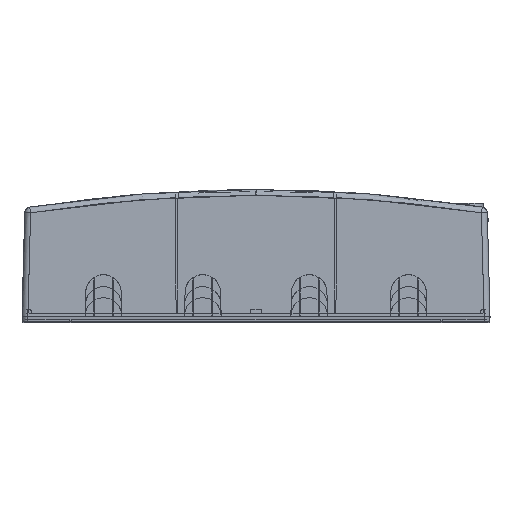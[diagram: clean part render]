
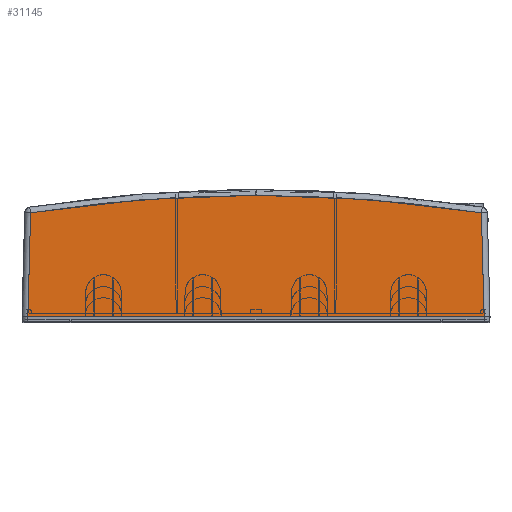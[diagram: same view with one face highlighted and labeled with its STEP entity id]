
A CAD part, top view. The second image highlights one B-rep face of the part: STEP entity #31145.
In plain terms, the highlighted planar face has unit normal (0, 0.026, 1).
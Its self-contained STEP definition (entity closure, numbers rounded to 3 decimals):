
#1846=CARTESIAN_POINT('',(-192.902,0.,262.8));
#1851=DIRECTION('',(1.,0.,0.));
#1852=VECTOR('',#1851,385.803);
#1853=CARTESIAN_POINT('',(-192.902,0.,262.8));
#1854=LINE('',#1853,#1852);
#14484=DIRECTION('',(0.026,-0.999,0.026));
#14485=VECTOR('',#14484,87.453);
#14486=CARTESIAN_POINT('',(190.613,87.393,260.51));
#14487=LINE('',#14486,#14485);
#14491=DIRECTION('',(0.026,0.999,-0.026));
#14492=VECTOR('',#14491,87.453);
#14493=CARTESIAN_POINT('',(-192.902,0.,262.8));
#14494=LINE('',#14493,#14492);
#14498=CARTESIAN_POINT('',(-190.613,87.393,
260.51));
#14499=CARTESIAN_POINT('',(-169.586,90.686,
260.425));
#14500=CARTESIAN_POINT('',(-127.429,96.175,
260.282));
#14501=CARTESIAN_POINT('',(-63.783,101.13,
260.15));
#14502=CARTESIAN_POINT('',(-21.284,102.231,
260.127));
#14503=CARTESIAN_POINT('',(0.,102.231,
260.127));
#14508=CARTESIAN_POINT('',(0.,102.231,
260.127));
#14509=CARTESIAN_POINT('',(21.284,102.231,260.127));
#14510=CARTESIAN_POINT('',(63.783,101.13,260.15));
#14511=CARTESIAN_POINT('',(127.429,96.175,260.282));
#14512=CARTESIAN_POINT('',(169.586,90.686,260.425));
#14513=CARTESIAN_POINT('',(190.613,87.393,260.51));
#15218=VERTEX_POINT('',#1846);
#15219=CARTESIAN_POINT('',(192.902,0.,262.8));
#15220=VERTEX_POINT('',#15219);
#15500=CARTESIAN_POINT('',(-190.613,87.393,
260.512));
#15502=VERTEX_POINT('',#15500);
#17202=CARTESIAN_POINT('',(190.613,87.393,260.512));
#17203=VERTEX_POINT('',#17202);
#17211=CARTESIAN_POINT('',(0.,102.231,
260.128));
#17212=VERTEX_POINT('',#17211);
#31133=CARTESIAN_POINT('',(0.,0.,262.8));
#31134=DIRECTION('',(0.,0.026,1.));
#31135=DIRECTION('',(0.,1.,-0.026));
#31136=AXIS2_PLACEMENT_3D('',#31133,#31134,#31135);
#31137=PLANE('',#31136);
#31138=ORIENTED_EDGE('',*,*,#31012,.T.);
#31139=ORIENTED_EDGE('',*,*,#17331,.F.);
#31140=ORIENTED_EDGE('',*,*,#17667,.T.);
#31141=ORIENTED_EDGE('',*,*,#31117,.T.);
#31142=ORIENTED_EDGE('',*,*,#31100,.T.);
#31143=EDGE_LOOP('',(#31138,#31139,#31140,#31141,#31142));
#31144=FACE_OUTER_BOUND('',#31143,.F.);
#14504=B_SPLINE_CURVE_WITH_KNOTS('',3,(#14498,#14499,#14500,#14501,#14502,
#14503),.UNSPECIFIED.,.F.,.F.,(4,1,1,4),(0.,0.333,
0.667,1.),.UNSPECIFIED.);
#14514=B_SPLINE_CURVE_WITH_KNOTS('',3,(#14508,#14509,#14510,#14511,#14512,
#14513),.UNSPECIFIED.,.F.,.F.,(4,1,1,4),(0.,0.333,
0.667,1.),.UNSPECIFIED.);
#17331=EDGE_CURVE('',#15218,#15220,#1854,.T.);
#17667=EDGE_CURVE('',#15218,#15502,#14494,.T.);
#31012=EDGE_CURVE('',#17203,#15220,#14487,.T.);
#31100=EDGE_CURVE('',#17212,#17203,#14514,.T.);
#31117=EDGE_CURVE('',#15502,#17212,#14504,.T.);
#31145=ADVANCED_FACE('',(#31144),#31137,.T.);
